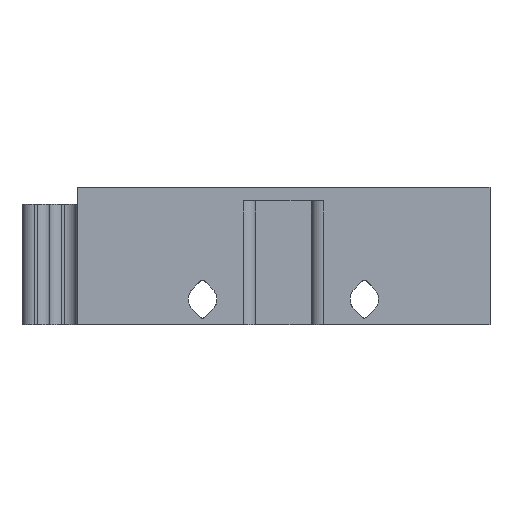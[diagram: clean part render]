
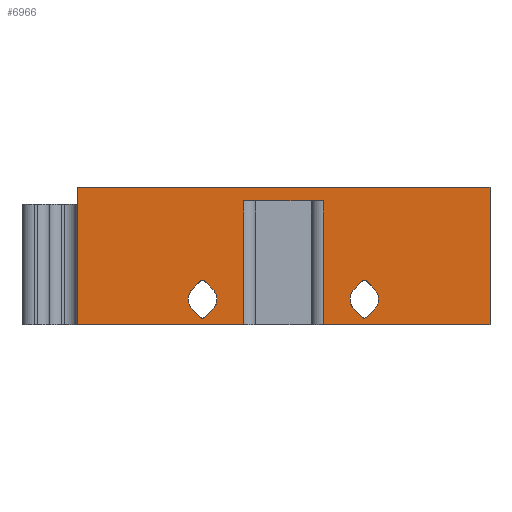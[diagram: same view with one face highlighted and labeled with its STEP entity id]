
A CAD part, front view. The second image highlights one B-rep face of the part: STEP entity #6966.
In plain terms, the highlighted planar face has unit normal (0, -1, 0).
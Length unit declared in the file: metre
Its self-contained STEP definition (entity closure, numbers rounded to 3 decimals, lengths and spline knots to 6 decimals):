
#121=CIRCLE('',#7376,0.0004);
#129=CIRCLE('',#7392,0.002075);
#137=CIRCLE('',#7404,0.002075);
#141=CIRCLE('',#7436,0.0004);
#154=CIRCLE('',#7452,0.002075);
#157=CIRCLE('',#7468,0.002075);
#158=CIRCLE('',#7469,0.0004);
#159=CIRCLE('',#7470,0.0004);
#377=PLANE('',#7467);
#591=LINE('',#10012,#1340);
#658=LINE('',#10246,#1407);
#666=LINE('',#10278,#1415);
#799=LINE('',#10649,#1548);
#816=LINE('',#10700,#1565);
#830=LINE('',#10762,#1579);
#841=LINE('',#10798,#1590);
#863=LINE('',#10857,#1612);
#879=LINE('',#10922,#1628);
#890=LINE('',#10956,#1639);
#891=LINE('',#10957,#1640);
#892=LINE('',#10958,#1641);
#893=LINE('',#10960,#1642);
#894=LINE('',#10962,#1643);
#895=LINE('',#10966,#1644);
#896=LINE('',#10969,#1645);
#1340=VECTOR('',#7869,1.);
#1407=VECTOR('',#7960,1.);
#1415=VECTOR('',#7984,1.);
#1548=VECTOR('',#8263,1.);
#1565=VECTOR('',#8312,1.);
#1579=VECTOR('',#8380,1.);
#1590=VECTOR('',#8413,1.);
#1612=VECTOR('',#8459,1.);
#1628=VECTOR('',#8525,1.);
#1639=VECTOR('',#8556,1.);
#1640=VECTOR('',#8557,1.);
#1641=VECTOR('',#8558,1.);
#1642=VECTOR('',#8559,1.);
#1643=VECTOR('',#8560,1.);
#1644=VECTOR('',#8563,1.);
#1645=VECTOR('',#8566,1.);
#2717=ORIENTED_EDGE('',*,*,#4700,.T.);
#2718=ORIENTED_EDGE('',*,*,#4259,.F.);
#2719=ORIENTED_EDGE('',*,*,#4701,.T.);
#2720=ORIENTED_EDGE('',*,*,#4372,.T.);
#2721=ORIENTED_EDGE('',*,*,#4702,.F.);
#2722=ORIENTED_EDGE('',*,*,#4703,.T.);
#2723=ORIENTED_EDGE('',*,*,#4704,.T.);
#2724=ORIENTED_EDGE('',*,*,#4356,.T.);
#2725=ORIENTED_EDGE('',*,*,#4705,.F.);
#2726=ORIENTED_EDGE('',*,*,#4706,.T.);
#2727=ORIENTED_EDGE('',*,*,#4707,.F.);
#2728=ORIENTED_EDGE('',*,*,#4683,.F.);
#2729=ORIENTED_EDGE('',*,*,#4677,.F.);
#2730=ORIENTED_EDGE('',*,*,#4649,.F.);
#2731=ORIENTED_EDGE('',*,*,#4657,.F.);
#2732=ORIENTED_EDGE('',*,*,#4708,.T.);
#2733=ORIENTED_EDGE('',*,*,#4547,.F.);
#2734=ORIENTED_EDGE('',*,*,#4560,.T.);
#2735=ORIENTED_EDGE('',*,*,#4572,.T.);
#2736=ORIENTED_EDGE('',*,*,#4584,.T.);
#2737=ORIENTED_EDGE('',*,*,#4603,.T.);
#2738=ORIENTED_EDGE('',*,*,#4709,.T.);
#2739=ORIENTED_EDGE('',*,*,#4621,.F.);
#2740=ORIENTED_EDGE('',*,*,#4595,.T.);
#4259=EDGE_CURVE('',#5294,#5295,#591,.F.);
#4356=EDGE_CURVE('',#5390,#5389,#658,.F.);
#4372=EDGE_CURVE('',#5406,#5405,#666,.F.);
#4547=EDGE_CURVE('',#5560,#5557,#799,.T.);
#4560=EDGE_CURVE('',#5560,#5570,#121,.T.);
#4572=EDGE_CURVE('',#5570,#5578,#816,.T.);
#4584=EDGE_CURVE('',#5578,#5586,#129,.T.);
#4595=EDGE_CURVE('',#5594,#5557,#137,.T.);
#4603=EDGE_CURVE('',#5586,#5599,#830,.T.);
#4621=EDGE_CURVE('',#5594,#5614,#841,.T.);
#4649=EDGE_CURVE('',#5638,#5635,#863,.T.);
#4657=EDGE_CURVE('',#5645,#5638,#141,.F.);
#4677=EDGE_CURVE('',#5635,#5657,#154,.F.);
#4683=EDGE_CURVE('',#5657,#5663,#879,.T.);
#4700=EDGE_CURVE('',#5389,#5295,#890,.T.);
#4701=EDGE_CURVE('',#5294,#5406,#891,.F.);
#4702=EDGE_CURVE('',#5676,#5405,#892,.T.);
#4703=EDGE_CURVE('',#5676,#5677,#893,.F.);
#4704=EDGE_CURVE('',#5677,#5390,#894,.F.);
#4705=EDGE_CURVE('',#5678,#5679,#157,.F.);
#4706=EDGE_CURVE('',#5678,#5680,#895,.T.);
#4707=EDGE_CURVE('',#5663,#5680,#158,.F.);
#4708=EDGE_CURVE('',#5645,#5679,#896,.T.);
#4709=EDGE_CURVE('',#5599,#5614,#159,.T.);
#5294=VERTEX_POINT('',#10011);
#5295=VERTEX_POINT('',#10013);
#5389=VERTEX_POINT('',#10245);
#5390=VERTEX_POINT('',#10247);
#5405=VERTEX_POINT('',#10277);
#5406=VERTEX_POINT('',#10279);
#5557=VERTEX_POINT('',#10643);
#5560=VERTEX_POINT('',#10648);
#5570=VERTEX_POINT('',#10675);
#5578=VERTEX_POINT('',#10699);
#5586=VERTEX_POINT('',#10723);
#5594=VERTEX_POINT('',#10747);
#5599=VERTEX_POINT('',#10761);
#5614=VERTEX_POINT('',#10799);
#5635=VERTEX_POINT('',#10851);
#5638=VERTEX_POINT('',#10856);
#5645=VERTEX_POINT('',#10873);
#5657=VERTEX_POINT('',#10907);
#5663=VERTEX_POINT('',#10923);
#5676=VERTEX_POINT('',#10959);
#5677=VERTEX_POINT('',#10961);
#5678=VERTEX_POINT('',#10964);
#5679=VERTEX_POINT('',#10965);
#5680=VERTEX_POINT('',#10967);
#6157=EDGE_LOOP('',(#2717,#2718,#2719,#2720,#2721,#2722,#2723,#2724));
#6158=EDGE_LOOP('',(#2725,#2726,#2727,#2728,#2729,#2730,#2731,#2732));
#6159=EDGE_LOOP('',(#2733,#2734,#2735,#2736,#2737,#2738,#2739,#2740));
#6552=FACE_BOUND('',#6157,.T.);
#6553=FACE_BOUND('',#6158,.T.);
#6554=FACE_BOUND('',#6159,.T.);
#6966=ADVANCED_FACE('',(#6552,#6553,#6554),#377,.F.);
#7376=AXIS2_PLACEMENT_3D('',#10676,#8289,#8290);
#7392=AXIS2_PLACEMENT_3D('',#10724,#8337,#8338);
#7404=AXIS2_PLACEMENT_3D('',#10746,#8364,#8365);
#7436=AXIS2_PLACEMENT_3D('',#10874,#8472,#8473);
#7452=AXIS2_PLACEMENT_3D('',#10910,#8511,#8512);
#7467=AXIS2_PLACEMENT_3D('',#10955,#8554,#8555);
#7468=AXIS2_PLACEMENT_3D('',#10963,#8561,#8562);
#7469=AXIS2_PLACEMENT_3D('',#10968,#8564,#8565);
#7470=AXIS2_PLACEMENT_3D('',#10970,#8567,#8568);
#7869=DIRECTION('',(-1.,0.,0.));
#7960=DIRECTION('',(-1.,0.,0.));
#7984=DIRECTION('',(-1.,0.,0.));
#8263=DIRECTION('',(0.707,0.,0.707));
#8289=DIRECTION('',(0.,1.,0.));
#8290=DIRECTION('',(-1.,0.,0.));
#8312=DIRECTION('',(-0.707,0.,0.707));
#8337=DIRECTION('',(0.,1.,0.));
#8338=DIRECTION('',(-1.,0.,0.));
#8364=DIRECTION('',(0.,1.,0.));
#8365=DIRECTION('',(-1.,0.,0.));
#8380=DIRECTION('',(0.707,0.,0.707));
#8413=DIRECTION('',(-0.707,0.,0.707));
#8459=DIRECTION('',(0.707,0.,0.707));
#8472=DIRECTION('',(0.,1.,0.));
#8473=DIRECTION('',(-1.,0.,0.));
#8511=DIRECTION('',(0.,1.,0.));
#8512=DIRECTION('',(-1.,0.,0.));
#8525=DIRECTION('',(-0.707,0.,0.707));
#8554=DIRECTION('',(0.,1.,0.));
#8555=DIRECTION('',(-1.,0.,0.));
#8556=DIRECTION('',(0.,0.,1.));
#8557=DIRECTION('',(0.,0.,1.));
#8558=DIRECTION('',(0.,0.,-1.));
#8559=DIRECTION('',(-1.,0.,0.));
#8560=DIRECTION('',(0.,0.,1.));
#8561=DIRECTION('',(0.,1.,0.));
#8562=DIRECTION('',(-1.,0.,0.));
#8563=DIRECTION('',(0.707,0.,0.707));
#8564=DIRECTION('',(0.,1.,0.));
#8565=DIRECTION('',(-1.,0.,0.));
#8566=DIRECTION('',(-0.707,0.,0.707));
#8567=DIRECTION('',(0.,1.,0.));
#8568=DIRECTION('',(-1.,0.,0.));
#10011=CARTESIAN_POINT('',(1.590025,0.810025,0.38));
#10012=CARTESIAN_POINT('',(1.662111,0.810025,0.38));
#10013=CARTESIAN_POINT('',(1.65,0.810025,0.38));
#10245=CARTESIAN_POINT('',(1.65,0.810025,0.36));
#10246=CARTESIAN_POINT('',(1.662111,0.810025,0.36));
#10247=CARTESIAN_POINT('',(1.625778,0.810025,0.36));
#10277=CARTESIAN_POINT('',(1.614222,0.810025,0.36));
#10278=CARTESIAN_POINT('',(1.662111,0.810025,0.36));
#10279=CARTESIAN_POINT('',(1.590025,0.810025,0.36));
#10643=CARTESIAN_POINT('',(1.633201,0.810025,0.362266));
#10648=CARTESIAN_POINT('',(1.632016,0.810025,0.361082));
#10649=CARTESIAN_POINT('',(1.656523,0.810025,0.385588));
#10675=CARTESIAN_POINT('',(1.631451,0.810025,0.361082));
#10676=CARTESIAN_POINT('',(1.631733,0.810025,0.361365));
#10699=CARTESIAN_POINT('',(1.630266,0.810025,0.362266));
#10700=CARTESIAN_POINT('',(1.637322,0.810025,0.355211));
#10723=CARTESIAN_POINT('',(1.630266,0.810025,0.365201));
#10724=CARTESIAN_POINT('',(1.631733,0.810025,0.363733));
#10746=CARTESIAN_POINT('',(1.631733,0.810025,0.363733));
#10747=CARTESIAN_POINT('',(1.633201,0.810025,0.365201));
#10761=CARTESIAN_POINT('',(1.631451,0.810025,0.366385));
#10762=CARTESIAN_POINT('',(1.653588,0.810025,0.388523));
#10798=CARTESIAN_POINT('',(1.640256,0.810025,0.358145));
#10799=CARTESIAN_POINT('',(1.632016,0.810025,0.366385));
#10851=CARTESIAN_POINT('',(1.609734,0.810025,0.362266));
#10856=CARTESIAN_POINT('',(1.608549,0.810025,0.361082));
#10857=CARTESIAN_POINT('',(1.644789,0.810025,0.397322));
#10873=CARTESIAN_POINT('',(1.607984,0.810025,0.361082));
#10874=CARTESIAN_POINT('',(1.608267,0.810025,0.361365));
#10907=CARTESIAN_POINT('',(1.609734,0.810025,0.365201));
#10910=CARTESIAN_POINT('',(1.608267,0.810025,0.363733));
#10922=CARTESIAN_POINT('',(1.628523,0.810025,0.346412));
#10923=CARTESIAN_POINT('',(1.608549,0.810025,0.366385));
#10955=CARTESIAN_POINT('',(1.662111,0.810025,0.38));
#10956=CARTESIAN_POINT('',(1.65,0.810025,0.38));
#10957=CARTESIAN_POINT('',(1.590025,0.810025,0.38));
#10958=CARTESIAN_POINT('',(1.614222,0.810025,0.38));
#10959=CARTESIAN_POINT('',(1.614222,0.810025,0.378));
#10960=CARTESIAN_POINT('',(1.662111,0.810025,0.378));
#10961=CARTESIAN_POINT('',(1.625778,0.810025,0.378));
#10962=CARTESIAN_POINT('',(1.625778,0.810025,0.38));
#10963=CARTESIAN_POINT('',(1.608267,0.810025,0.363733));
#10964=CARTESIAN_POINT('',(1.606799,0.810025,0.365201));
#10965=CARTESIAN_POINT('',(1.606799,0.810025,0.362266));
#10966=CARTESIAN_POINT('',(1.641855,0.810025,0.400256));
#10967=CARTESIAN_POINT('',(1.607984,0.810025,0.366385));
#10968=CARTESIAN_POINT('',(1.608267,0.810025,0.366102));
#10969=CARTESIAN_POINT('',(1.625588,0.810025,0.343477));
#10970=CARTESIAN_POINT('',(1.631733,0.810025,0.366102));
